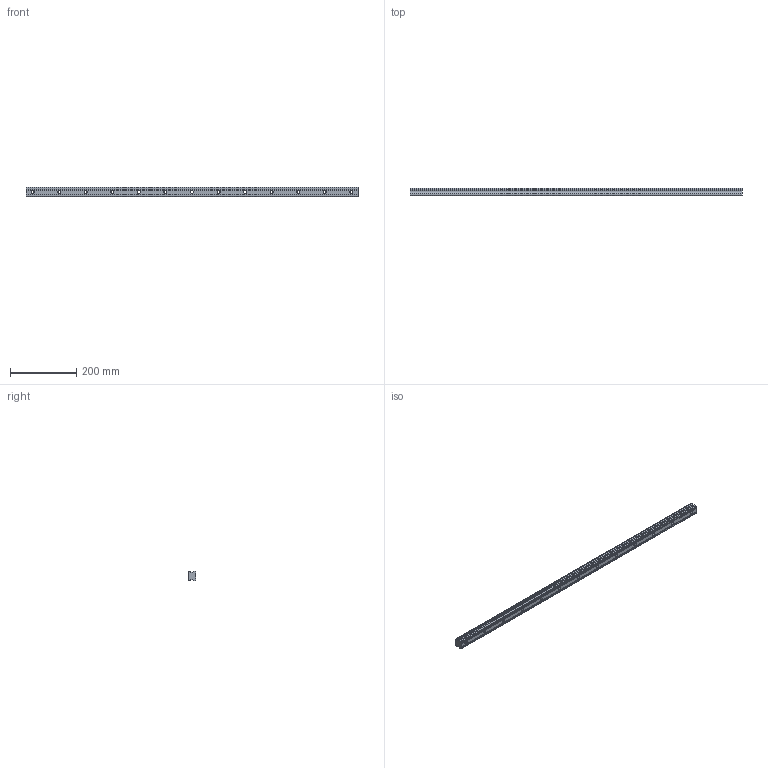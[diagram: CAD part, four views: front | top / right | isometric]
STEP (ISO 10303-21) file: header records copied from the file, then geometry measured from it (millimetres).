
FILE_DESCRIPTION(/* description */ (''),/* implementation_level */ '2;1');
FILE_NAME(/* name */ 'LGBR30L.stp',/* time_stamp */ '2018-07-20T17:59:58+02:00',/* author */ ('nesvadba'),/* organization */ (''),/* preprocessor_version */ 'ST-DEVELOPER v16.1',/* originating_system */ 'Autodesk Inventor 2016',/* authorisation */ '');
FILE_SCHEMA (('AUTOMOTIVE_DESIGN { 1 0 10303 214 3 1 1 }'));
Length unit declared in the file: millimetre
Products named in the file (1): BGR30L01000
Bounding box: 1000 x 22.8 x 28 mm (x, y, z)
Volume: 538699.5 mm3; surface area: 113816.1 mm2
Topology: 1 solids, 1 shells, 75 faces, 180 edges, 120 vertices
Faces by surface type: plane 39, cylinder 36
Full cylindrical faces by diameter (mm): 9 x13, 14 x13
Entity records: 2152 total; most frequent: DIRECTION 378, CARTESIAN_POINT 350, ORIENTED_EDGE 308, EDGE_CURVE 154, AXIS2_PLACEMENT_3D 148, EDGE_LOOP 140, VERTEX_POINT 120, LINE 82
